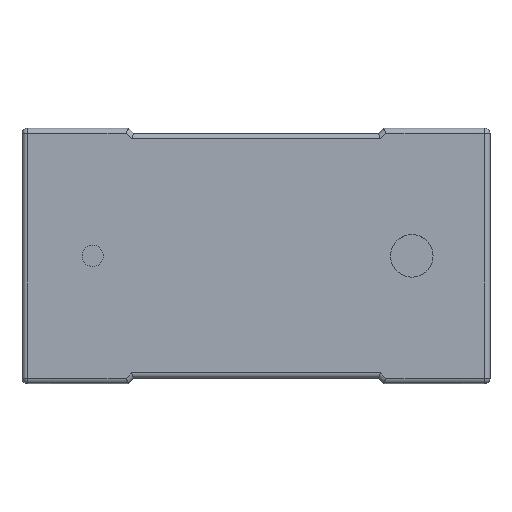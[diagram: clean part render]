
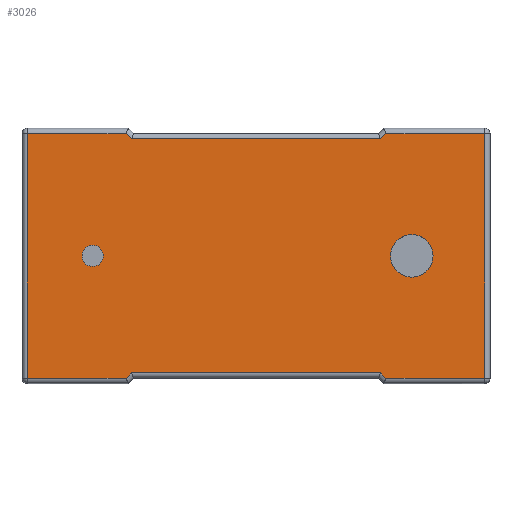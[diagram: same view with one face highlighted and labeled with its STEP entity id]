
A CAD part, top view. The second image highlights one B-rep face of the part: STEP entity #3026.
In plain terms, the highlighted planar face has unit normal (0, 0, 1).
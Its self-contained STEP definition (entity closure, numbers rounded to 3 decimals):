
#86=FACE_BOUND('',#465,.T.);
#87=FACE_BOUND('',#466,.T.);
#100=PLANE('',#3298);
#281=FACE_OUTER_BOUND('',#464,.T.);
#464=EDGE_LOOP('',(#2257,#2258,#2259,#2260,#2261,#2262,#2263,#2264,#2265,
#2266,#2267,#2268));
#465=EDGE_LOOP('',(#2269));
#466=EDGE_LOOP('',(#2270));
#633=LINE('',#4354,#1029);
#636=LINE('',#4360,#1032);
#637=LINE('',#4364,#1033);
#639=LINE('',#4370,#1035);
#641=LINE('',#4376,#1037);
#647=LINE('',#4407,#1043);
#649=LINE('',#4410,#1045);
#652=LINE('',#4416,#1048);
#654=LINE('',#4422,#1050);
#656=LINE('',#4428,#1052);
#658=LINE('',#4434,#1054);
#659=LINE('',#4437,#1055);
#1029=VECTOR('',#3524,10.);
#1032=VECTOR('',#3529,10.);
#1033=VECTOR('',#3534,10.);
#1035=VECTOR('',#3540,10.);
#1037=VECTOR('',#3546,10.);
#1043=VECTOR('',#3580,10.);
#1045=VECTOR('',#3584,10.);
#1048=VECTOR('',#3589,10.);
#1050=VECTOR('',#3595,10.);
#1052=VECTOR('',#3601,10.);
#1054=VECTOR('',#3607,10.);
#1055=VECTOR('',#3612,10.);
#1407=CIRCLE('',#3238,0.2);
#1409=CIRCLE('',#3241,0.1);
#1427=VERTEX_POINT('',#4291);
#1429=VERTEX_POINT('',#4297);
#1440=VERTEX_POINT('',#4329);
#1445=VERTEX_POINT('',#4342);
#1450=VERTEX_POINT('',#4359);
#1451=VERTEX_POINT('',#4363);
#1453=VERTEX_POINT('',#4369);
#1455=VERTEX_POINT('',#4375);
#1458=VERTEX_POINT('',#4382);
#1463=VERTEX_POINT('',#4395);
#1468=VERTEX_POINT('',#4415);
#1470=VERTEX_POINT('',#4421);
#1472=VERTEX_POINT('',#4427);
#1474=VERTEX_POINT('',#4433);
#1703=EDGE_CURVE('',#1427,#1427,#1407,.T.);
#1706=EDGE_CURVE('',#1429,#1429,#1409,.T.);
#1733=EDGE_CURVE('',#1440,#1445,#633,.T.);
#1736=EDGE_CURVE('',#1445,#1450,#636,.T.);
#1738=EDGE_CURVE('',#1450,#1451,#637,.T.);
#1741=EDGE_CURVE('',#1451,#1453,#639,.T.);
#1744=EDGE_CURVE('',#1453,#1455,#641,.T.);
#1759=EDGE_CURVE('',#1455,#1463,#647,.T.);
#1761=EDGE_CURVE('',#1463,#1458,#649,.T.);
#1764=EDGE_CURVE('',#1458,#1468,#652,.T.);
#1767=EDGE_CURVE('',#1468,#1470,#654,.T.);
#1770=EDGE_CURVE('',#1470,#1472,#656,.T.);
#1773=EDGE_CURVE('',#1472,#1474,#658,.T.);
#1775=EDGE_CURVE('',#1474,#1440,#659,.T.);
#2257=ORIENTED_EDGE('',*,*,#1733,.F.);
#2258=ORIENTED_EDGE('',*,*,#1775,.F.);
#2259=ORIENTED_EDGE('',*,*,#1773,.F.);
#2260=ORIENTED_EDGE('',*,*,#1770,.F.);
#2261=ORIENTED_EDGE('',*,*,#1767,.F.);
#2262=ORIENTED_EDGE('',*,*,#1764,.F.);
#2263=ORIENTED_EDGE('',*,*,#1761,.F.);
#2264=ORIENTED_EDGE('',*,*,#1759,.F.);
#2265=ORIENTED_EDGE('',*,*,#1744,.F.);
#2266=ORIENTED_EDGE('',*,*,#1741,.F.);
#2267=ORIENTED_EDGE('',*,*,#1738,.F.);
#2268=ORIENTED_EDGE('',*,*,#1736,.F.);
#2269=ORIENTED_EDGE('',*,*,#1703,.T.);
#2270=ORIENTED_EDGE('',*,*,#1706,.T.);
#3026=ADVANCED_FACE('',(#281,#86,#87),#100,.T.);
#3238=AXIS2_PLACEMENT_3D('',#4292,#3460,#3461);
#3241=AXIS2_PLACEMENT_3D('',#4298,#3467,#3468);
#3298=AXIS2_PLACEMENT_3D('',#4459,#3636,#3637);
#3460=DIRECTION('center_axis',(0.,0.,-1.));
#3461=DIRECTION('ref_axis',(-1.,0.,0.));
#3467=DIRECTION('center_axis',(0.,0.,-1.));
#3468=DIRECTION('ref_axis',(-1.,0.,0.));
#3524=DIRECTION('',(0.,-1.,0.));
#3529=DIRECTION('',(-1.,0.,0.));
#3534=DIRECTION('',(-0.707,0.707,0.));
#3540=DIRECTION('',(-1.,0.,0.));
#3546=DIRECTION('',(-0.707,-0.707,0.));
#3580=DIRECTION('',(-1.,0.,0.));
#3584=DIRECTION('',(0.,1.,0.));
#3589=DIRECTION('',(1.,0.,0.));
#3595=DIRECTION('',(0.707,-0.707,0.));
#3601=DIRECTION('',(1.,0.,0.));
#3607=DIRECTION('',(0.707,0.707,0.));
#3612=DIRECTION('',(1.,0.,0.));
#3636=DIRECTION('center_axis',(0.,0.,1.));
#3637=DIRECTION('ref_axis',(1.,0.,0.));
#4291=CARTESIAN_POINT('',(1.665,0.,0.7));
#4292=CARTESIAN_POINT('Origin',(1.465,0.,0.7));
#4297=CARTESIAN_POINT('',(-1.435,0.,0.7));
#4298=CARTESIAN_POINT('Origin',(-1.535,0.,0.7));
#4329=CARTESIAN_POINT('',(2.15,1.15,0.7));
#4342=CARTESIAN_POINT('',(2.15,-1.15,0.7));
#4354=CARTESIAN_POINT('',(2.15,-0.6,0.7));
#4359=CARTESIAN_POINT('',(1.221,-1.15,0.7));
#4360=CARTESIAN_POINT('',(0.6,-1.15,0.7));
#4363=CARTESIAN_POINT('',(1.171,-1.1,0.7));
#4364=CARTESIAN_POINT('',(0.61,-0.54,0.7));
#4369=CARTESIAN_POINT('',(-1.171,-1.1,0.7));
#4370=CARTESIAN_POINT('',(-0.575,-1.1,0.7));
#4375=CARTESIAN_POINT('',(-1.221,-1.15,0.7));
#4376=CARTESIAN_POINT('',(-0.635,-0.565,0.7));
#4382=CARTESIAN_POINT('',(-2.15,1.15,0.7));
#4395=CARTESIAN_POINT('',(-2.15,-1.15,0.7));
#4407=CARTESIAN_POINT('',(-1.1,-1.15,0.7));
#4410=CARTESIAN_POINT('',(-2.15,0.6,0.7));
#4415=CARTESIAN_POINT('',(-1.221,1.15,0.7));
#4416=CARTESIAN_POINT('',(-0.6,1.15,0.7));
#4421=CARTESIAN_POINT('',(-1.171,1.1,0.7));
#4422=CARTESIAN_POINT('',(-0.61,0.54,0.7));
#4427=CARTESIAN_POINT('',(1.171,1.1,0.7));
#4428=CARTESIAN_POINT('',(0.575,1.1,0.7));
#4433=CARTESIAN_POINT('',(1.221,1.15,0.7));
#4434=CARTESIAN_POINT('',(0.635,0.565,0.7));
#4437=CARTESIAN_POINT('',(1.1,1.15,0.7));
#4459=CARTESIAN_POINT('Origin',(0.,0.,0.7));
